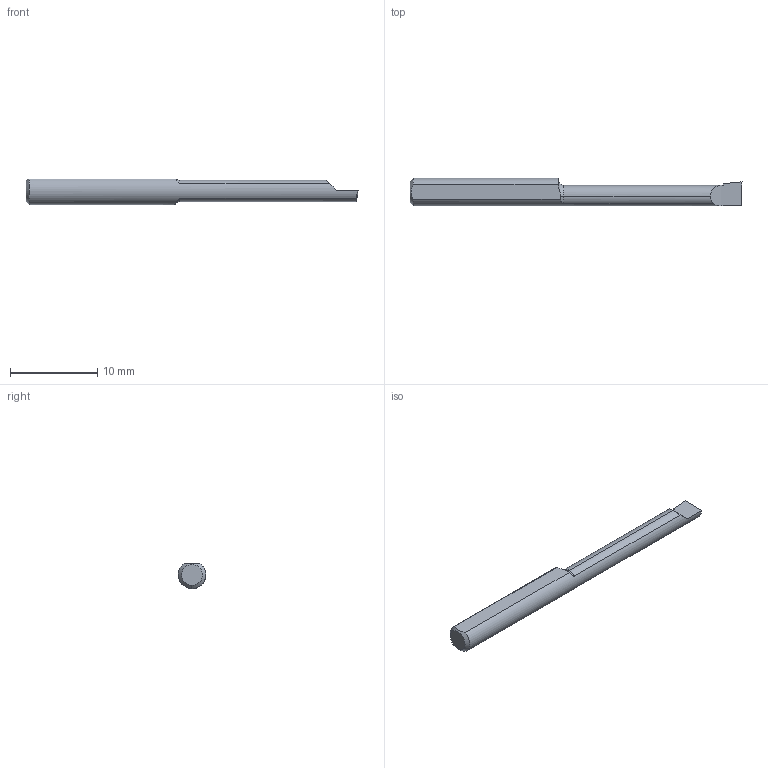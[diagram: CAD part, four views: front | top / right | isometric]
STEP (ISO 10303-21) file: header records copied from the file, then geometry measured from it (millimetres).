
FILE_DESCRIPTION (( 'STEP AP203' ), '1' );
FILE_NAME ('217285-B110700.STEP', '2024-04-22T22:16:24', ( '' ), ( '' ), 'SwSTEP 2.0', 'SolidWorks 2022', '' );
FILE_SCHEMA (( 'CONFIG_CONTROL_DESIGN' ));
Length unit declared in the file: inch
Products named in the file (1): 217285-B110700
Bounding box: 38.1 x 3.17 x 2.91 mm (x, y, z)
Volume: 218.3 mm3; surface area: 334.9 mm2
Topology: 1 solids, 1 shells, 21 faces, 52 edges, 33 vertices
Faces by surface type: plane 12, cylinder 4, torus 3, cone 2
Entity records: 734 total; most frequent: CARTESIAN_POINT 171, ORIENTED_EDGE 104, DIRECTION 98, EDGE_CURVE 52, AXIS2_PLACEMENT_3D 36, VERTEX_POINT 33, VECTOR 26, LINE 26
